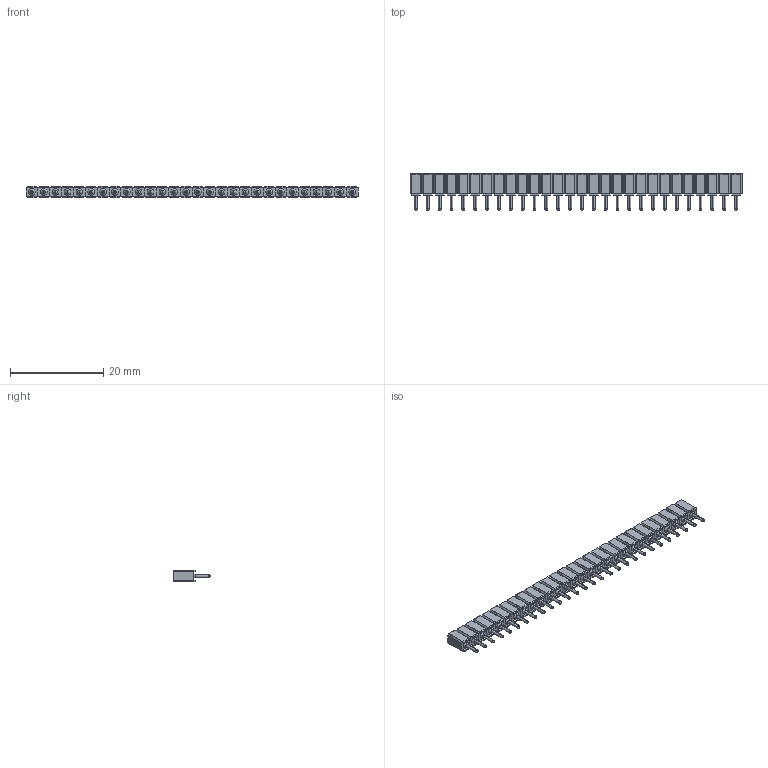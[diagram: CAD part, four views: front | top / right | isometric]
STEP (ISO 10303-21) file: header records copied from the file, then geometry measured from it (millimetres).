
FILE_DESCRIPTION (( 'STEP AP214' ), '1' );
FILE_NAME ('801-xx-028-10-012000.STEP', '2018-08-07T14:16:59', ( '' ), ( '' ), 'SwSTEP 2.0', 'SolidWorks 2014', '' );
FILE_SCHEMA (( 'AUTOMOTIVE_DESIGN' ));
Length unit declared in the file: millimetre
Products named in the file (1): 801-xx-028-10-012000
Bounding box: 71.12 x 7.78 x 2.54 mm (x, y, z)
Volume: 737.7 mm3; surface area: 2078.5 mm2
Topology: 84 solids, 112 shells, 2688 faces, 6048 edges, 3472 vertices
Faces by surface type: cylinder 1288, plane 896, sphere 224, cone 168, torus 112
Entity records: 72969 total; most frequent: CARTESIAN_POINT 13329, DIRECTION 12994, ORIENTED_EDGE 11648, EDGE_CURVE 5824, AXIS2_PLACEMENT_3D 4929, VERTEX_POINT 3472, VECTOR 3136, LINE 3136
